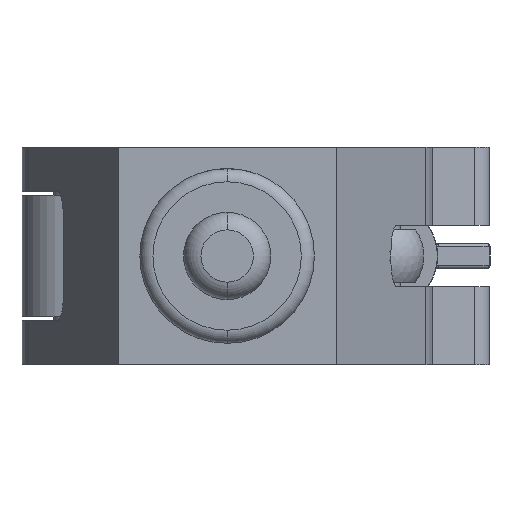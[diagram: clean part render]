
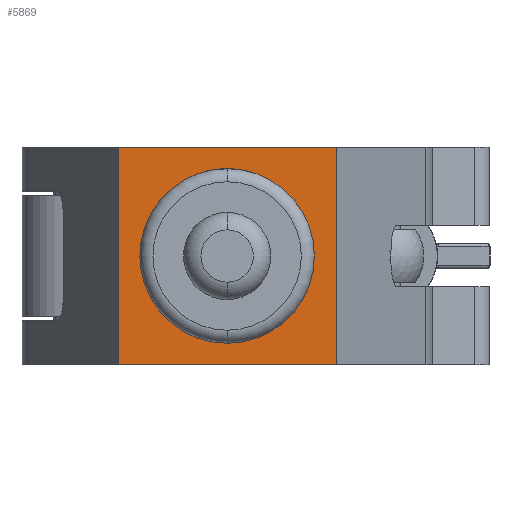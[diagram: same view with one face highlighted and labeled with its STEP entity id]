
A CAD part, front view. The second image highlights one B-rep face of the part: STEP entity #5869.
In plain terms, the highlighted planar face has unit normal (0, -1, 0).
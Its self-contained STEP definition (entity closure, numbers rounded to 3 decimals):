
#73 = ORIENTED_EDGE ( 'NONE', *, *, #11313, .T. ) ;
#101 = FACE_BOUND ( 'NONE', #6981, .T. ) ;
#124 = VERTEX_POINT ( 'NONE', #4784 ) ;
#201 = LINE ( 'NONE', #11234, #11976 ) ;
#557 = EDGE_LOOP ( 'NONE', ( #12887, #7682, #1335, #73 ) ) ;
#623 = DIRECTION ( 'NONE',  ( 0., 0., 1. ) ) ;
#713 = EDGE_CURVE ( 'NONE', #1663, #3263, #11981, .T. ) ;
#960 = LINE ( 'NONE', #4072, #4139 ) ;
#1335 = ORIENTED_EDGE ( 'NONE', *, *, #3784, .F. ) ;
#1487 = CARTESIAN_POINT ( 'NONE',  ( 0., 0., 6.35 ) ) ;
#1663 = VERTEX_POINT ( 'NONE', #11144 ) ;
#1872 = PLANE ( 'NONE',  #12948 ) ;
#2025 = LINE ( 'NONE', #11280, #4351 ) ;
#2676 = DIRECTION ( 'NONE',  ( 0., 1., 0. ) ) ;
#2967 = VERTEX_POINT ( 'NONE', #11141 ) ;
#3263 = VERTEX_POINT ( 'NONE', #1487 ) ;
#3724 = VERTEX_POINT ( 'NONE', #9973 ) ;
#3784 = EDGE_CURVE ( 'NONE', #9117, #124, #9036, .T. ) ;
#4072 = CARTESIAN_POINT ( 'NONE',  ( 25., 0., 24.95 ) ) ;
#4139 = VECTOR ( 'NONE', #12125, 1000. ) ;
#4351 = VECTOR ( 'NONE', #6055, 1000. ) ;
#4784 = CARTESIAN_POINT ( 'NONE',  ( 25., 0., 24.95 ) ) ;
#4809 = DIRECTION ( 'NONE',  ( 0., 0., 1. ) ) ;
#5608 = DIRECTION ( 'NONE',  ( 0., 1., 0. ) ) ;
#5786 = AXIS2_PLACEMENT_3D ( 'NONE', #11752, #5608, #4809 ) ;
#5869 = ADVANCED_FACE ( 'NONE', ( #101, #7037 ), #1872, .F. ) ;
#6001 = CIRCLE ( 'NONE', #5786, 6.35 ) ;
#6055 = DIRECTION ( 'NONE',  ( 0., 0., -1. ) ) ;
#6295 = AXIS2_PLACEMENT_3D ( 'NONE', #12895, #2676, #623 ) ;
#6426 = EDGE_CURVE ( 'NONE', #3263, #1663, #6001, .T. ) ;
#6891 = EDGE_CURVE ( 'NONE', #124, #2967, #960, .T. ) ;
#6981 = EDGE_LOOP ( 'NONE', ( #8834, #8153 ) ) ;
#7037 = FACE_OUTER_BOUND ( 'NONE', #557, .T. ) ;
#7682 = ORIENTED_EDGE ( 'NONE', *, *, #6891, .F. ) ;
#8153 = ORIENTED_EDGE ( 'NONE', *, *, #713, .T. ) ;
#8242 = CARTESIAN_POINT ( 'NONE',  ( -25., 0., 24.95 ) ) ;
#8288 = CARTESIAN_POINT ( 'NONE',  ( -25., 0., 24.95 ) ) ;
#8834 = ORIENTED_EDGE ( 'NONE', *, *, #6426, .T. ) ;
#8873 = DIRECTION ( 'NONE',  ( 0., 1., 0. ) ) ;
#9036 = LINE ( 'NONE', #8242, #9958 ) ;
#9117 = VERTEX_POINT ( 'NONE', #8288 ) ;
#9314 = DIRECTION ( 'NONE',  ( 1., 0., 0. ) ) ;
#9779 = EDGE_CURVE ( 'NONE', #3724, #2967, #201, .T. ) ;
#9958 = VECTOR ( 'NONE', #11096, 1000. ) ;
#9973 = CARTESIAN_POINT ( 'NONE',  ( -25., 0., -24.95 ) ) ;
#10071 = CARTESIAN_POINT ( 'NONE',  ( -25., 0., 24.95 ) ) ;
#11096 = DIRECTION ( 'NONE',  ( 1., 0., 0. ) ) ;
#11141 = CARTESIAN_POINT ( 'NONE',  ( 25., 0., -24.95 ) ) ;
#11144 = CARTESIAN_POINT ( 'NONE',  ( 0., 0., -6.35 ) ) ;
#11234 = CARTESIAN_POINT ( 'NONE',  ( -25., 0., -24.95 ) ) ;
#11280 = CARTESIAN_POINT ( 'NONE',  ( -25., 0., 24.95 ) ) ;
#11313 = EDGE_CURVE ( 'NONE', #9117, #3724, #2025, .T. ) ;
#11752 = CARTESIAN_POINT ( 'NONE',  ( 0., 0., 0. ) ) ;
#11976 = VECTOR ( 'NONE', #9314, 1000. ) ;
#11981 = CIRCLE ( 'NONE', #6295, 6.35 ) ;
#12122 = DIRECTION ( 'NONE',  ( 0., 0., 1. ) ) ;
#12125 = DIRECTION ( 'NONE',  ( 0., 0., -1. ) ) ;
#12887 = ORIENTED_EDGE ( 'NONE', *, *, #9779, .T. ) ;
#12895 = CARTESIAN_POINT ( 'NONE',  ( 0., 0., 0. ) ) ;
#12948 = AXIS2_PLACEMENT_3D ( 'NONE', #10071, #8873, #12122 ) ;
